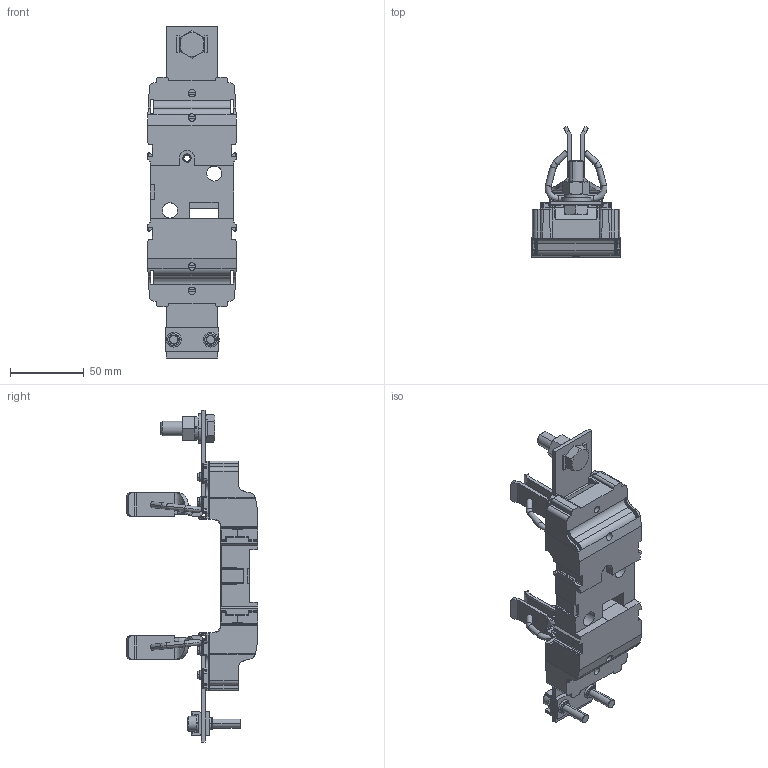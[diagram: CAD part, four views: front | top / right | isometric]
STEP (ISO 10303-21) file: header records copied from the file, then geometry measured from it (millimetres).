
FILE_DESCRIPTION((''),'2;1');
FILE_NAME('004121500_PT2_M10-M10_1P_ASM','2023-10-25T10:58:25',('klemen.sitar'),('Audax d.o.o.'),'CREO PARAMETRIC BY PTC INC, 2021304','CREO PARAMETRIC BY PTC INC, 2021304','');
FILE_SCHEMA(('AP242_MANAGED_MODEL_BASED_3D_ENGINEERING_MIM_LF { 1 0 10303 442 1 1 4 }'));
Products named in the file (18): ASM0024_ASM_1_ASM_1; 0000038453_1_1_2_1; 0000038666_AF0_1_1_2_1; 0000038666_AF1_1_1_2_1; 0000047317_1_1_2_1; 0000053822_1_1_1_1; 0000053839_1_1_1_1; 0000053840_1_1_1_1; 0000053842_1_1_1_1; S12_TOP__ASM_1_ASM_1_ASM; 0000032607_1_1_2_1; 0000032604_1_1_2_1; 0000032603_1_1_2_1; 0000032605_1_1_2_1; M10_B_ASM; BASE_ASM; ETI_LOGO_13_2X7_71MM; 004121500_PT2_M10-M10_1P_ASM
Assembly tree (23 placements, depth 4):
  004121500_PT2_M10-M10_1P_ASM
    BASE_ASM
      ASM0024_ASM_1_ASM_1
      0000038453_1_1_2_1  x2
      0000038666_AF0_1_1_2_1
      0000038666_AF1_1_1_2_1
      0000047317_1_1_2_1  x4
      S12_TOP__ASM_1_ASM_1_ASM
        0000053822_1_1_1_1  x2
        0000053839_1_1_1_1
        0000053840_1_1_1_1
        0000053842_1_1_1_1  x2
      M10_B_ASM
        0000032607_1_1_2_1
        0000032604_1_1_2_1
        0000032603_1_1_2_1
        0000032605_1_1_2_1
    ETI_LOGO_13_2X7_71MM
Bounding box: 59.8 x 88.8 x 225 mm (x, y, z)
Volume: 36837 mm3; surface area: 75829.4 mm2
Topology: 21 solids, 35 shells, 1739 faces, 4415 edges, 2697 vertices
Faces by surface type: plane 661, cylinder 595, bspline 170, torus 142, cone 120, extrusion 27, sphere 24
Entity records: 97811 total; most frequent: CARTESIAN_POINT 37418, ORIENTED_EDGE 7656, DIRECTION 7367, PRESENTATION_STYLE_ASSIGNMENT 5131, STYLED_ITEM 5131, EDGE_CURVE 3845, CURVE_STYLE 3672, AXIS2_PLACEMENT_3D 2684
